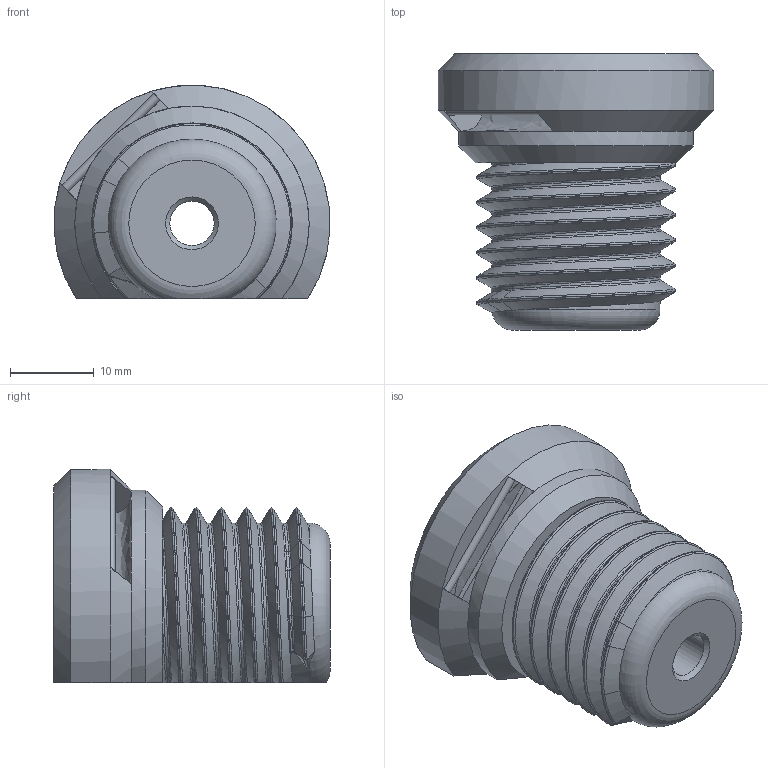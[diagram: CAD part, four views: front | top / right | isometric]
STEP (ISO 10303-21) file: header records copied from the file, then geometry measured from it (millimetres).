
FILE_DESCRIPTION(/* description */ (''),/* implementation_level */ '2;1');
FILE_NAME(/* name */ 'Belt Tensioner.step',/* time_stamp */ '2025-11-18T16:33:14+01:00',/* author */ (''),/* organization */ (''),/* preprocessor_version */ 'ST-DEVELOPER v20.1',/* originating_system */ 'Autodesk Translation Framework v14.21.0.0',/* authorisation */ '');
FILE_SCHEMA (('AUTOMOTIVE_DESIGN { 1 0 10303 214 3 1 1 }'));
Length unit declared in the file: millimetre
Products named in the file (1): Thread
Bounding box: 32.95 x 33 x 25.48 mm (x, y, z)
Volume: 10857.1 mm3; surface area: 5857.1 mm2
Topology: 1 solids, 1 shells, 127 faces, 365 edges, 241 vertices
Faces by surface type: bspline 68, plane 31, cylinder 22, cone 5, torus 1
Full cylindrical faces by diameter (mm): 5.3 x1
Entity records: 8021 total; most frequent: CARTESIAN_POINT 5296, ORIENTED_EDGE 730, EDGE_CURVE 365, DIRECTION 281, VERTEX_POINT 241, B_SPLINE_CURVE_WITH_KNOTS 223, EDGE_LOOP 132, FACE_OUTER_BOUND 127
